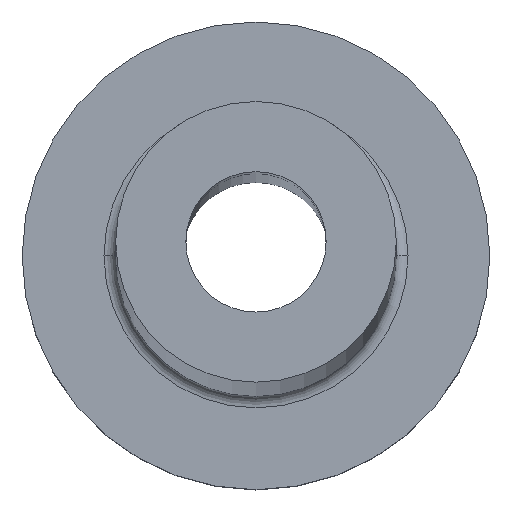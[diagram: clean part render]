
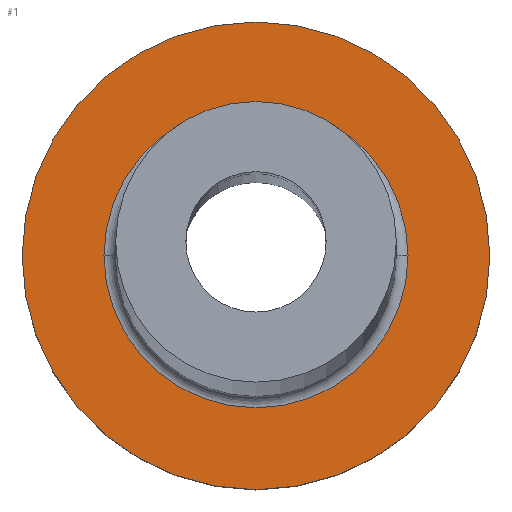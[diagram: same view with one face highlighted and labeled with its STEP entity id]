
A CAD part, top view. The second image highlights one B-rep face of the part: STEP entity #1.
In plain terms, the highlighted planar face has unit normal (0, 0, 1).
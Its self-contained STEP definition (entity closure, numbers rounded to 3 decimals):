
#1 = ADVANCED_FACE ( 'NONE', ( #33, #321 ), #139, .T. ) ;
#20 = DIRECTION ( 'NONE',  ( 1., 0., 0. ) ) ;
#23 = EDGE_LOOP ( 'NONE', ( #81, #222 ) ) ;
#27 = CIRCLE ( 'NONE', #299, 6.5 ) ;
#33 = FACE_BOUND ( 'NONE', #23, .T. ) ;
#67 = EDGE_CURVE ( 'NONE', #80, #212, #27, .T. ) ;
#70 = CIRCLE ( 'NONE', #383, 6.5 ) ;
#80 = VERTEX_POINT ( 'NONE', #167 ) ;
#81 = ORIENTED_EDGE ( 'NONE', *, *, #388, .T. ) ;
#96 = DIRECTION ( 'NONE',  ( 0., 0., 1. ) ) ;
#109 = DIRECTION ( 'NONE',  ( 1., 0., 0. ) ) ;
#113 = ORIENTED_EDGE ( 'NONE', *, *, #458, .T. ) ;
#128 = CARTESIAN_POINT ( 'NONE',  ( 6.5, 0., 7. ) ) ;
#138 = DIRECTION ( 'NONE',  ( 1., 0., 0. ) ) ;
#139 = PLANE ( 'NONE',  #170 ) ;
#146 = VERTEX_POINT ( 'NONE', #186 ) ;
#150 = CIRCLE ( 'NONE', #327, 10. ) ;
#154 = DIRECTION ( 'NONE',  ( 0., 0., 1. ) ) ;
#156 = AXIS2_PLACEMENT_3D ( 'NONE', #169, #96, #138 ) ;
#159 = DIRECTION ( 'NONE',  ( 1., 0., 0. ) ) ;
#167 = CARTESIAN_POINT ( 'NONE',  ( -6.5, 0., 7. ) ) ;
#169 = CARTESIAN_POINT ( 'NONE',  ( 0., 0., 7. ) ) ;
#170 = AXIS2_PLACEMENT_3D ( 'NONE', #213, #460, #424 ) ;
#186 = CARTESIAN_POINT ( 'NONE',  ( 10., 0., 7. ) ) ;
#190 = ORIENTED_EDGE ( 'NONE', *, *, #263, .T. ) ;
#192 = CIRCLE ( 'NONE', #156, 10. ) ;
#212 = VERTEX_POINT ( 'NONE', #128 ) ;
#213 = CARTESIAN_POINT ( 'NONE',  ( 0., 0., 7. ) ) ;
#222 = ORIENTED_EDGE ( 'NONE', *, *, #67, .T. ) ;
#258 = VERTEX_POINT ( 'NONE', #406 ) ;
#263 = EDGE_CURVE ( 'NONE', #258, #146, #150, .T. ) ;
#287 = CARTESIAN_POINT ( 'NONE',  ( 0., 0., 7. ) ) ;
#299 = AXIS2_PLACEMENT_3D ( 'NONE', #427, #355, #109 ) ;
#305 = CARTESIAN_POINT ( 'NONE',  ( 0., 0., 7. ) ) ;
#321 = FACE_OUTER_BOUND ( 'NONE', #420, .T. ) ;
#327 = AXIS2_PLACEMENT_3D ( 'NONE', #305, #154, #20 ) ;
#339 = DIRECTION ( 'NONE',  ( 0., 0., -1. ) ) ;
#355 = DIRECTION ( 'NONE',  ( 0., 0., -1. ) ) ;
#383 = AXIS2_PLACEMENT_3D ( 'NONE', #287, #339, #159 ) ;
#388 = EDGE_CURVE ( 'NONE', #212, #80, #70, .T. ) ;
#406 = CARTESIAN_POINT ( 'NONE',  ( -10., 0., 7. ) ) ;
#420 = EDGE_LOOP ( 'NONE', ( #190, #113 ) ) ;
#424 = DIRECTION ( 'NONE',  ( 1., 0., 0. ) ) ;
#427 = CARTESIAN_POINT ( 'NONE',  ( 0., 0., 7. ) ) ;
#458 = EDGE_CURVE ( 'NONE', #146, #258, #192, .T. ) ;
#460 = DIRECTION ( 'NONE',  ( 0., 0., 1. ) ) ;
